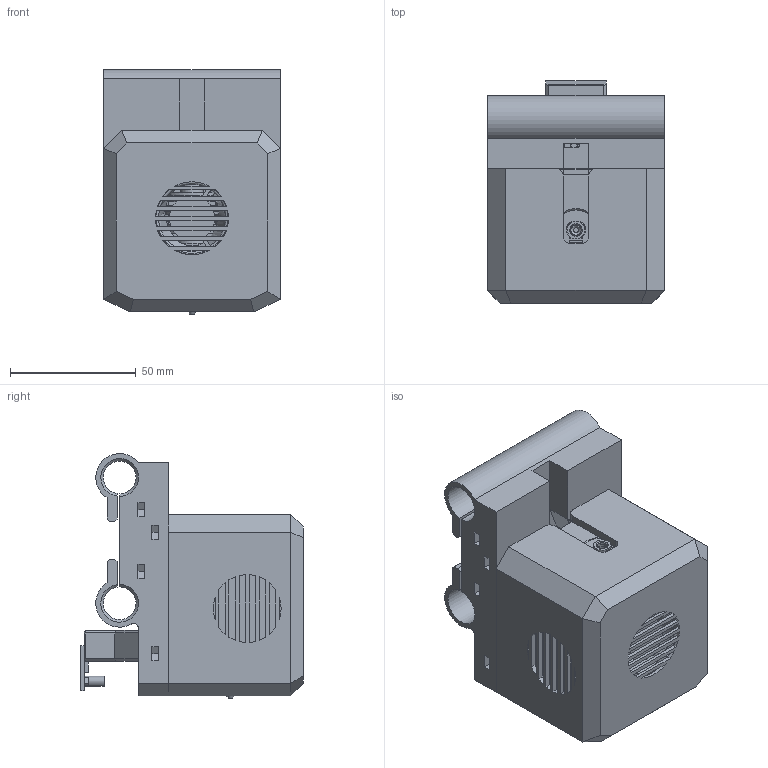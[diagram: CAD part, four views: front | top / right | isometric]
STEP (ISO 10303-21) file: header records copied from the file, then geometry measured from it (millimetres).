
FILE_DESCRIPTION(/* description */ ('STEP AP242','CAx-IF Rec.Pracs.---Representation and Presentation of Product Manufacturing Information (PMI)---4.0---2014-10-13','CAx-IF Rec.Pracs.---3D Tessellated Geometry---0.4---2014-09-14','2;1'),/* implementation_level */ '2;1');
FILE_NAME(/* name */ '6637d02e4e7bd8067ca66e94',/* time_stamp */ '2024-05-05T18:30:07Z',/* author */ (''),/* organization */ (''),/* preprocessor_version */ 'ST-DEVELOPER v20',/* originating_system */ ' ',/* authorisation */ ' ');
FILE_SCHEMA (('AP242_MANAGED_MODEL_BASED_3D_ENGINEERING_MIM_LF { 1 0 10303 442 1 1 4 }'));
Products named in the file (6): Extruder Mount; Igus Holder; Hotend; Cover; Duet 3d IR Sensor; Base
Assembly tree (5 placements, depth 2):
  Extruder Mount
    Igus Holder
    Hotend
    Cover
    Duet 3d IR Sensor
    Base
Bounding box: 70.3 x 88.5 x 97.29 mm (x, y, z)
Volume: 215316.6 mm3; surface area: 116820 mm2
Topology: 5 solids, 5 shells, 1301 faces, 3638 edges, 2382 vertices
Faces by surface type: plane 784, cylinder 293, cone 113, bspline 75, torus 18, sphere 18
Full cylindrical faces by diameter (mm): 0.8 x1, 2 x2, 2.6 x15, 2.8 x8, 3 x3, 3.15 x2, 3.2 x11, 3.35 x28, 4 x1, 4.1 x1, 4.16 x1, 4.2 x1, 4.9 x1, 5.05 x1, 6 x8, 7 x1, 7.6 x1, 8 x1, 12 x1, 16 x3, 22.35 x3, 29 x1, 30 x1
Entity records: 56071 total; most frequent: CARTESIAN_POINT 23429, ORIENTED_EDGE 6846, DIRECTION 6130, EDGE_CURVE 3423, VERTEX_POINT 2321, LINE 2076, VECTOR 2076, AXIS2_PLACEMENT_3D 2027
